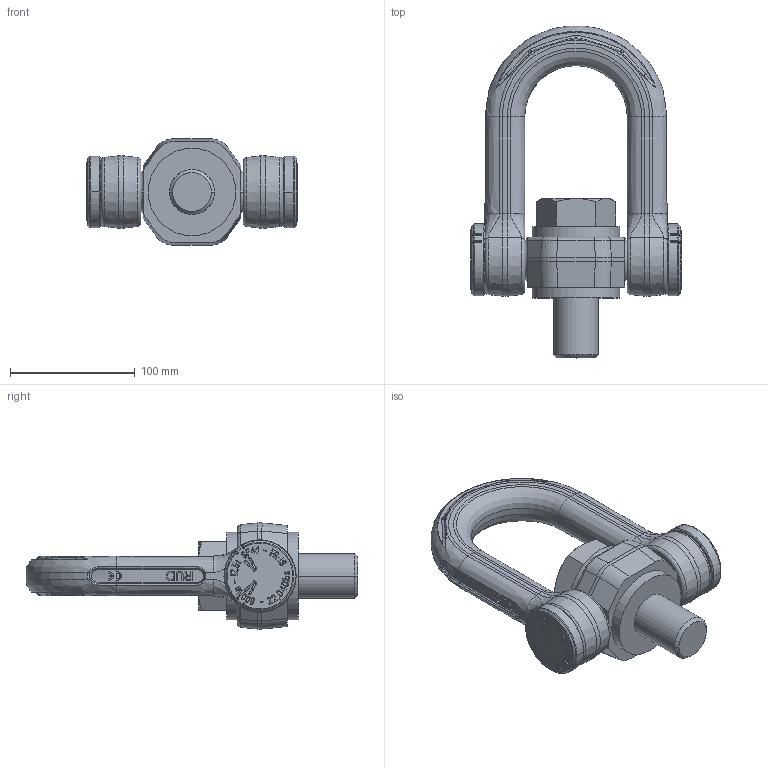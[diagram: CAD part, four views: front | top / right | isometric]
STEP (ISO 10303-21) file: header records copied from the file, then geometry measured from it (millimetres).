
FILE_DESCRIPTION((''),'2;1');
FILE_NAME('001-M36069-P-1_ASM','2021-02-03T',('anja.joas'),(''),'PRO/ENGINEER BY PARAMETRIC TECHNOLOGY CORPORATION, 2011490','PRO/ENGINEER BY PARAMETRIC TECHNOLOGY CORPORATION, 2011490','');
FILE_SCHEMA(('CONFIG_CONTROL_DESIGN'));
Products named in the file (5): 001-M36070-P-10; 001-M36070-P-17; 001-M36069-P-6; 001-M31124-P-8; 001-M36069-P-1_ASM
Assembly tree (5 placements, depth 2):
  001-M36069-P-1_ASM
    001-M36070-P-10
    001-M36070-P-17
    001-M36069-P-6  x2
    001-M31124-P-8
Bounding box: 168.8 x 265.75 x 85 mm (x, y, z)
Volume: 908830.2 mm3; surface area: 132892.9 mm2
Topology: 5 solids, 5 shells, 2635 faces, 7179 edges, 4667 vertices
Faces by surface type: plane 2073, bspline 373, cylinder 121, torus 36, cone 32
Entity records: 67518 total; most frequent: CARTESIAN_POINT 27431, ORIENTED_EDGE 9006, DIRECTION 7011, EDGE_CURVE 4503, VECTOR 3649, LINE 3649, VERTEX_POINT 2915, EDGE_LOOP 1742
